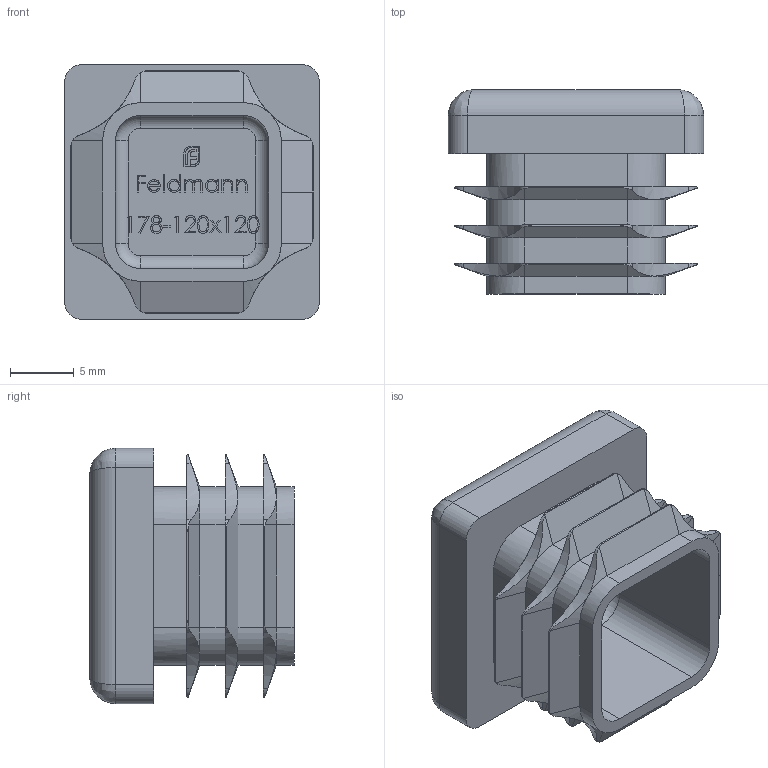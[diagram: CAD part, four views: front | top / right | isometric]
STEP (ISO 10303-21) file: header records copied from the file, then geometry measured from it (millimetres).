
FILE_DESCRIPTION (( 'STEP AP203' ), '1' );
FILE_NAME ('178-20x20.step', '2021-01-21T14:06:18', ( '' ), ( '' ), 'SwSTEP 2.0', 'SolidWorks 2018', '' );
FILE_SCHEMA (( 'CONFIG_CONTROL_DESIGN' ));
Length unit declared in the file: millimetre
Products named in the file (2): 178-20x20
Bounding box: 20 x 16 x 20 mm (x, y, z)
Volume: 2622.4 mm3; surface area: 2661.6 mm2
Topology: 1 solids, 1 shells, 465 faces, 1238 edges, 798 vertices
Faces by surface type: plane 235, bspline 119, cylinder 83, cone 24, torus 4
Entity records: 20521 total; most frequent: CARTESIAN_POINT 9805, ORIENTED_EDGE 2468, DIRECTION 1729, EDGE_CURVE 1234, VERTEX_POINT 798, VECTOR 713, LINE 713, AXIS2_PLACEMENT_3D 508
